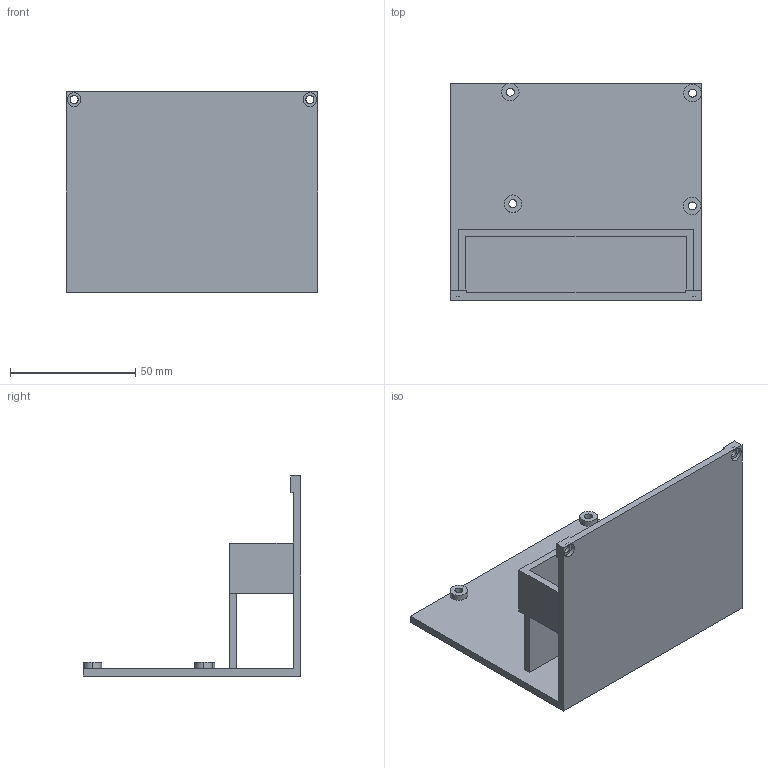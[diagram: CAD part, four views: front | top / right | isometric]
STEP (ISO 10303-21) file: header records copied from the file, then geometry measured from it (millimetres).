
FILE_DESCRIPTION(('CATIA V5 STEP Exchange'),'2;1');
FILE_NAME('bottom.stp','2025-05-22T06:10:46+00:00',('none'),('none'),'CATIA Version 5 Release 20 GA (IN-10)','CATIA V5 STEP AP203','none');
FILE_SCHEMA(('CONFIG_CONTROL_DESIGN'));
Length unit declared in the file: millimetre
Products named in the file (1): bottom
Bounding box: 100.4 x 86.7 x 79.7 mm (x, y, z)
Volume: 65519.6 mm3; surface area: 46144.7 mm2
Topology: 1 solids, 1 shells, 69 faces, 172 edges, 114 vertices
Faces by surface type: plane 35, cylinder 34
Entity records: 1944 total; most frequent: ORIENTED_EDGE 344, CARTESIAN_POINT 328, DIRECTION 254, EDGE_CURVE 172, VERTEX_POINT 114, AXIS2_PLACEMENT_3D 110, VECTOR 104, LINE 104
